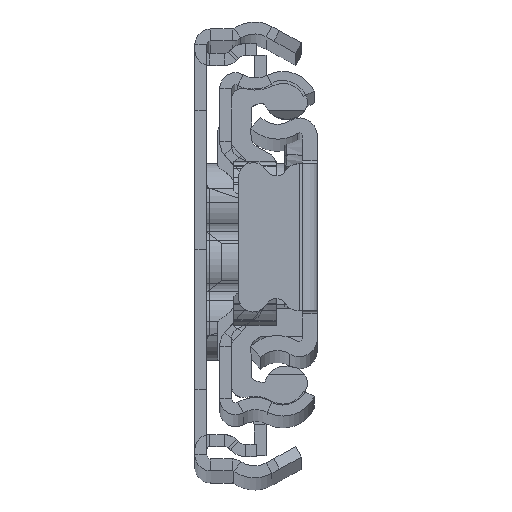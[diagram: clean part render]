
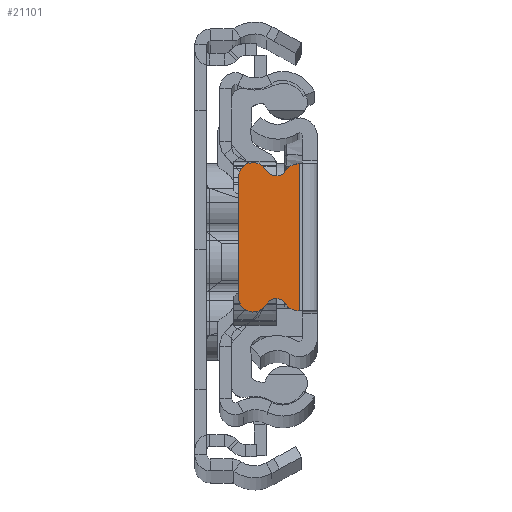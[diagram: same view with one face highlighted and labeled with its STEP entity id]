
A CAD part, top view. The second image highlights one B-rep face of the part: STEP entity #21101.
In plain terms, the highlighted planar face has unit normal (0, 0, 1).
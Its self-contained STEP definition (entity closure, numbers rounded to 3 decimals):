
#459 = DIRECTION ( 'NONE',  ( 0., -1., 0. ) ) ;
#627 = DIRECTION ( 'NONE',  ( 1., 0., 0. ) ) ;
#711 = ORIENTED_EDGE ( 'NONE', *, *, #12799, .F. ) ;
#882 = DIRECTION ( 'NONE',  ( 0., 0., 1. ) ) ;
#1031 = DIRECTION ( 'NONE',  ( 1., 0., 0. ) ) ;
#1119 = AXIS2_PLACEMENT_3D ( 'NONE', #19061, #882, #627 ) ;
#1231 = DIRECTION ( 'NONE',  ( -1., 0., 0. ) ) ;
#1838 = VERTEX_POINT ( 'NONE', #15556 ) ;
#2092 = VERTEX_POINT ( 'NONE', #7180 ) ;
#2256 = VERTEX_POINT ( 'NONE', #11408 ) ;
#2469 = CARTESIAN_POINT ( 'NONE',  ( -1.929, 5.87, 0. ) ) ;
#2518 = DIRECTION ( 'NONE',  ( 0., 0., 1. ) ) ;
#2655 = CARTESIAN_POINT ( 'NONE',  ( -6.429, 6., 0. ) ) ;
#2763 = VERTEX_POINT ( 'NONE', #21516 ) ;
#2868 = EDGE_CURVE ( 'NONE', #6688, #3760, #23687, .T. ) ;
#2928 = EDGE_CURVE ( 'NONE', #2256, #24843, #15816, .T. ) ;
#3760 = VERTEX_POINT ( 'NONE', #7539 ) ;
#4458 = DIRECTION ( 'NONE',  ( -1., 0., 0. ) ) ;
#5279 = CARTESIAN_POINT ( 'NONE',  ( -6.429, -6., 0. ) ) ;
#5355 = CARTESIAN_POINT ( 'NONE',  ( -4.142, -7.236, 0. ) ) ;
#5526 = ORIENTED_EDGE ( 'NONE', *, *, #2928, .F. ) ;
#5612 = DIRECTION ( 'NONE',  ( 1., 0., 0. ) ) ;
#5723 = CARTESIAN_POINT ( 'NONE',  ( 694.071, 0., 0. ) ) ;
#6031 = VERTEX_POINT ( 'NONE', #17078 ) ;
#6161 = ORIENTED_EDGE ( 'NONE', *, *, #11153, .T. ) ;
#6194 = ORIENTED_EDGE ( 'NONE', *, *, #17270, .T. ) ;
#6469 = DIRECTION ( 'NONE',  ( 0., 0., 1. ) ) ;
#6496 = CIRCLE ( 'NONE', #21309, 1.5 ) ;
#6637 = CIRCLE ( 'NONE', #1119, 1.5 ) ;
#6688 = VERTEX_POINT ( 'NONE', #8671 ) ;
#6887 = ORIENTED_EDGE ( 'NONE', *, *, #12738, .F. ) ;
#7167 = EDGE_CURVE ( 'NONE', #1838, #2092, #25189, .T. ) ;
#7180 = CARTESIAN_POINT ( 'NONE',  ( -7.929, 6., 0. ) ) ;
#7539 = CARTESIAN_POINT ( 'NONE',  ( -3.206, -6.658, 0. ) ) ;
#7575 = DIRECTION ( 'NONE',  ( 0., 0., 1. ) ) ;
#7688 = ORIENTED_EDGE ( 'NONE', *, *, #25530, .T. ) ;
#8272 = DIRECTION ( 'NONE',  ( 0., -1., 0. ) ) ;
#8671 = CARTESIAN_POINT ( 'NONE',  ( -5.109, -6.713, 0. ) ) ;
#9329 = ORIENTED_EDGE ( 'NONE', *, *, #21732, .T. ) ;
#9705 = VECTOR ( 'NONE', #459, 1000. ) ;
#10168 = CARTESIAN_POINT ( 'NONE',  ( -1.929, -7.37, 0. ) ) ;
#10277 = ORIENTED_EDGE ( 'NONE', *, *, #7167, .T. ) ;
#10517 = LINE ( 'NONE', #12377, #15801 ) ;
#10753 = DIRECTION ( 'NONE',  ( -1., 0., 0. ) ) ;
#11061 = ORIENTED_EDGE ( 'NONE', *, *, #2868, .T. ) ;
#11153 = EDGE_CURVE ( 'NONE', #24869, #6688, #6496, .T. ) ;
#11237 = CIRCLE ( 'NONE', #26074, 1.5 ) ;
#11408 = CARTESIAN_POINT ( 'NONE',  ( -1.929, 7.37, 0. ) ) ;
#12377 = CARTESIAN_POINT ( 'NONE',  ( -1.75, 0., 0. ) ) ;
#12415 = LINE ( 'NONE', #10168, #17072 ) ;
#12738 = EDGE_CURVE ( 'NONE', #18106, #2763, #12415, .T. ) ;
#12799 = EDGE_CURVE ( 'NONE', #24843, #18106, #10517, .T. ) ;
#12819 = DIRECTION ( 'NONE',  ( -1., 0., 0. ) ) ;
#13669 = DIRECTION ( 'NONE',  ( 1., 0., 0. ) ) ;
#14661 = CARTESIAN_POINT ( 'NONE',  ( -7.929, -6., 0. ) ) ;
#15539 = DIRECTION ( 'NONE',  ( 0., 0., -1. ) ) ;
#15556 = CARTESIAN_POINT ( 'NONE',  ( -5.109, 6.713, 0. ) ) ;
#15801 = VECTOR ( 'NONE', #8272, 1000. ) ;
#15816 = LINE ( 'NONE', #23790, #22376 ) ;
#16782 = LINE ( 'NONE', #14661, #9705 ) ;
#17072 = VECTOR ( 'NONE', #4458, 1000. ) ;
#17078 = CARTESIAN_POINT ( 'NONE',  ( -3.206, 6.658, 0. ) ) ;
#17270 = EDGE_CURVE ( 'NONE', #2092, #24869, #16782, .T. ) ;
#17594 = ORIENTED_EDGE ( 'NONE', *, *, #22964, .T. ) ;
#18106 = VERTEX_POINT ( 'NONE', #20655 ) ;
#18161 = AXIS2_PLACEMENT_3D ( 'NONE', #5355, #19405, #1231 ) ;
#18408 = AXIS2_PLACEMENT_3D ( 'NONE', #5723, #7575, #13669 ) ;
#18630 = CARTESIAN_POINT ( 'NONE',  ( -7.929, -6., 0. ) ) ;
#19061 = CARTESIAN_POINT ( 'NONE',  ( -1.929, -5.87, 0. ) ) ;
#19265 = DIRECTION ( 'NONE',  ( 1., 0., 0. ) ) ;
#19405 = DIRECTION ( 'NONE',  ( 0., 0., -1. ) ) ;
#20655 = CARTESIAN_POINT ( 'NONE',  ( -1.75, -7.37, 0. ) ) ;
#20944 = EDGE_LOOP ( 'NONE', ( #711, #5526, #9329, #7688, #10277, #6194, #6161, #11061, #17594, #6887 ) ) ;
#21059 = DIRECTION ( 'NONE',  ( 0., 0., 1. ) ) ;
#21101 = ADVANCED_FACE ( 'NONE', ( #23761 ), #25759, .T. ) ;
#21309 = AXIS2_PLACEMENT_3D ( 'NONE', #5279, #21059, #1031 ) ;
#21516 = CARTESIAN_POINT ( 'NONE',  ( -1.929, -7.37, 0. ) ) ;
#21732 = EDGE_CURVE ( 'NONE', #2256, #6031, #11237, .T. ) ;
#21916 = AXIS2_PLACEMENT_3D ( 'NONE', #25765, #15539, #19265 ) ;
#22218 = AXIS2_PLACEMENT_3D ( 'NONE', #2655, #2518, #10753 ) ;
#22376 = VECTOR ( 'NONE', #5612, 1000. ) ;
#22964 = EDGE_CURVE ( 'NONE', #3760, #2763, #6637, .T. ) ;
#23198 = CIRCLE ( 'NONE', #21916, 1.1 ) ;
#23687 = CIRCLE ( 'NONE', #18161, 1.1 ) ;
#23761 = FACE_OUTER_BOUND ( 'NONE', #20944, .T. ) ;
#23790 = CARTESIAN_POINT ( 'NONE',  ( -1.929, 7.37, 0. ) ) ;
#24483 = CARTESIAN_POINT ( 'NONE',  ( -1.75, 7.37, 0. ) ) ;
#24843 = VERTEX_POINT ( 'NONE', #24483 ) ;
#24869 = VERTEX_POINT ( 'NONE', #18630 ) ;
#25189 = CIRCLE ( 'NONE', #22218, 1.5 ) ;
#25530 = EDGE_CURVE ( 'NONE', #6031, #1838, #23198, .T. ) ;
#25759 = PLANE ( 'NONE',  #18408 ) ;
#25765 = CARTESIAN_POINT ( 'NONE',  ( -4.142, 7.236, 0. ) ) ;
#26074 = AXIS2_PLACEMENT_3D ( 'NONE', #2469, #6469, #12819 ) ;
